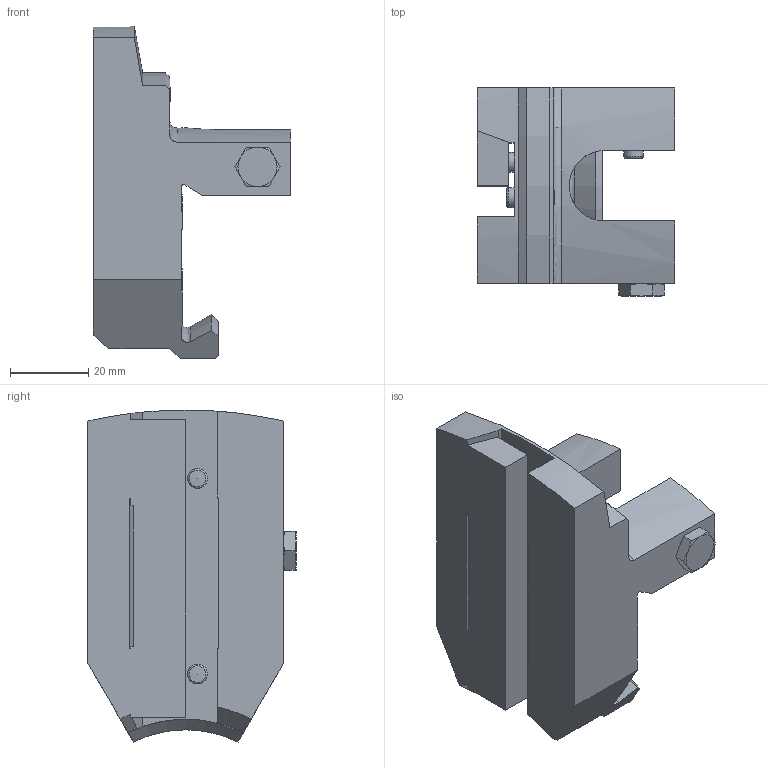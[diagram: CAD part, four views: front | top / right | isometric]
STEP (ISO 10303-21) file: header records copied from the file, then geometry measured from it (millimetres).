
FILE_DESCRIPTION(/* description */ (''),/* implementation_level */ '2;1');
FILE_NAME(/* name */ '10001103531nxv000_00_214.stp',/* time_stamp */ '2022-09-27T10:36:00+02:00',/* author */ (''),/* organization */ (''),/* preprocessor_version */ 'ST-DEVELOPER v16.7',/* originating_system */ 'SIEMENS PLM Software NX 12.0',/* authorisation */ '');
FILE_SCHEMA (('AUTOMOTIVE_DESIGN { 1 0 10303 214 3 1 1 1 }'));
Length unit declared in the file: millimetre
Products named in the file (1): 10001103531nxv000_00
Bounding box: 50.5 x 53.2 x 84.86 mm (x, y, z)
Volume: 84044.5 mm3; surface area: 20763.9 mm2
Topology: 1 solids, 1 shells, 95 faces, 264 edges, 172 vertices
Faces by surface type: plane 47, cone 24, cylinder 15, torus 6, sphere 3
Full cylindrical faces by diameter (mm): 5 x5
Entity records: 3116 total; most frequent: CARTESIAN_POINT 829, ORIENTED_EDGE 480, DIRECTION 442, EDGE_CURVE 240, AXIS2_PLACEMENT_3D 163, VERTEX_POINT 160, LINE 116, VECTOR 116
